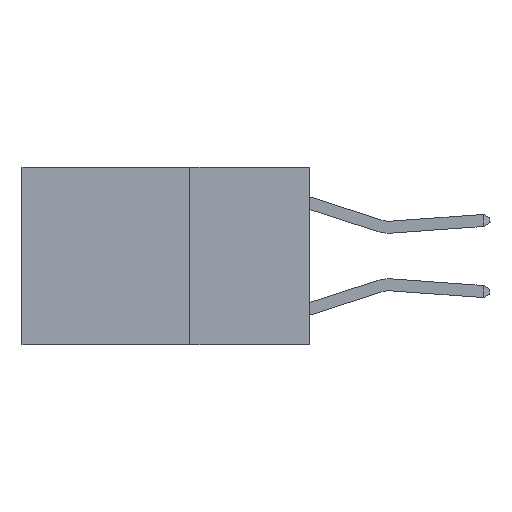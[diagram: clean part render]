
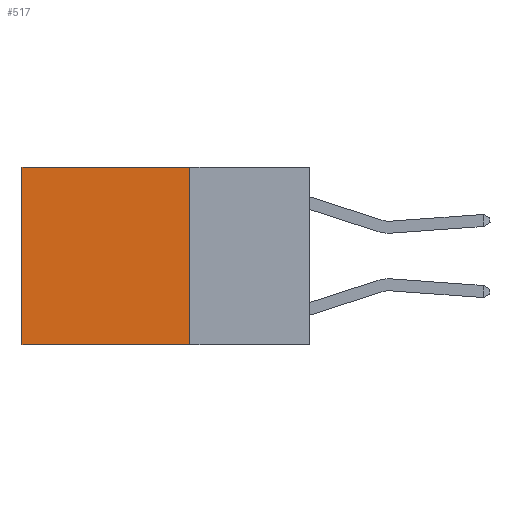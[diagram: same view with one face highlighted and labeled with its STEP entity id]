
A CAD part, left-side view. The second image highlights one B-rep face of the part: STEP entity #517.
In plain terms, the highlighted planar face has unit normal (-1, 0, 0).
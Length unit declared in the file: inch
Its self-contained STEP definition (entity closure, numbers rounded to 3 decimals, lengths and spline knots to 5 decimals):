
#517 = ADVANCED_FACE ( 'NONE', ( #6693 ), #7075, .F. ) ;
#1079 = AXIS2_PLACEMENT_3D ( 'NONE', #1379, #8709, #3256 ) ;
#1379 = CARTESIAN_POINT ( 'NONE',  ( 0.2625, 0.25, 0. ) ) ;
#1446 = DIRECTION ( 'NONE',  ( 0., 0., -1. ) ) ;
#1494 = EDGE_CURVE ( 'NONE', #2995, #6169, #9258, .T. ) ;
#1503 = EDGE_LOOP ( 'NONE', ( #7904, #4710, #1621, #5698 ) ) ;
#1621 = ORIENTED_EDGE ( 'NONE', *, *, #8426, .F. ) ;
#2435 = DIRECTION ( 'NONE',  ( 0., 1., 0. ) ) ;
#2601 = DIRECTION ( 'NONE',  ( 0., 0., -1. ) ) ;
#2765 = CARTESIAN_POINT ( 'NONE',  ( 0.2625, 0.25, 0. ) ) ;
#2995 = VERTEX_POINT ( 'NONE', #2765 ) ;
#3069 = LINE ( 'NONE', #7445, #6493 ) ;
#3076 = EDGE_CURVE ( 'NONE', #6169, #7264, #7352, .T. ) ;
#3085 = CARTESIAN_POINT ( 'NONE',  ( 0.2625, 0.25, 0. ) ) ;
#3122 = DIRECTION ( 'NONE',  ( 0., 1., 0. ) ) ;
#3256 = DIRECTION ( 'NONE',  ( 0., 0., -1. ) ) ;
#4089 = VECTOR ( 'NONE', #1446, 39.37008 ) ;
#4287 = CARTESIAN_POINT ( 'NONE',  ( 0.2625, 0.25, -0.37 ) ) ;
#4474 = CARTESIAN_POINT ( 'NONE',  ( 0.2625, 0.6, 0. ) ) ;
#4693 = CARTESIAN_POINT ( 'NONE',  ( 0.2625, 0.6, 0. ) ) ;
#4710 = ORIENTED_EDGE ( 'NONE', *, *, #6803, .F. ) ;
#5698 = ORIENTED_EDGE ( 'NONE', *, *, #1494, .T. ) ;
#6015 = VECTOR ( 'NONE', #2435, 39.37008 ) ;
#6169 = VERTEX_POINT ( 'NONE', #4693 ) ;
#6493 = VECTOR ( 'NONE', #3122, 39.37008 ) ;
#6693 = FACE_OUTER_BOUND ( 'NONE', #1503, .T. ) ;
#6803 = EDGE_CURVE ( 'NONE', #7203, #7264, #3069, .T. ) ;
#7075 = PLANE ( 'NONE',  #1079 ) ;
#7203 = VERTEX_POINT ( 'NONE', #4287 ) ;
#7264 = VERTEX_POINT ( 'NONE', #8590 ) ;
#7352 = LINE ( 'NONE', #4474, #7959 ) ;
#7445 = CARTESIAN_POINT ( 'NONE',  ( 0.2625, 0.25, -0.37 ) ) ;
#7884 = LINE ( 'NONE', #9473, #4089 ) ;
#7904 = ORIENTED_EDGE ( 'NONE', *, *, #3076, .T. ) ;
#7959 = VECTOR ( 'NONE', #2601, 39.37008 ) ;
#8426 = EDGE_CURVE ( 'NONE', #2995, #7203, #7884, .T. ) ;
#8590 = CARTESIAN_POINT ( 'NONE',  ( 0.2625, 0.6, -0.37 ) ) ;
#8709 = DIRECTION ( 'NONE',  ( 1., 0., 0. ) ) ;
#9258 = LINE ( 'NONE', #3085, #6015 ) ;
#9473 = CARTESIAN_POINT ( 'NONE',  ( 0.2625, 0.25, 0. ) ) ;
